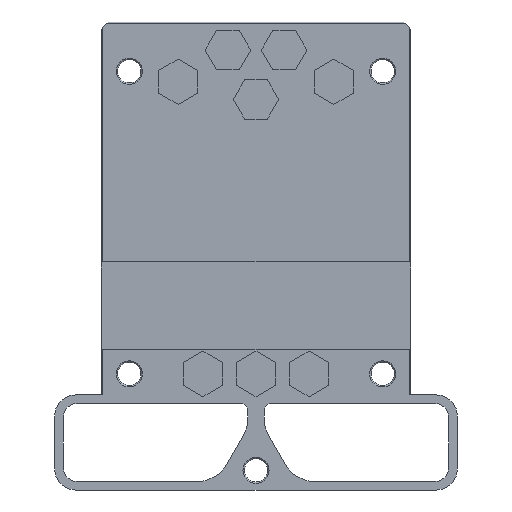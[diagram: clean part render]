
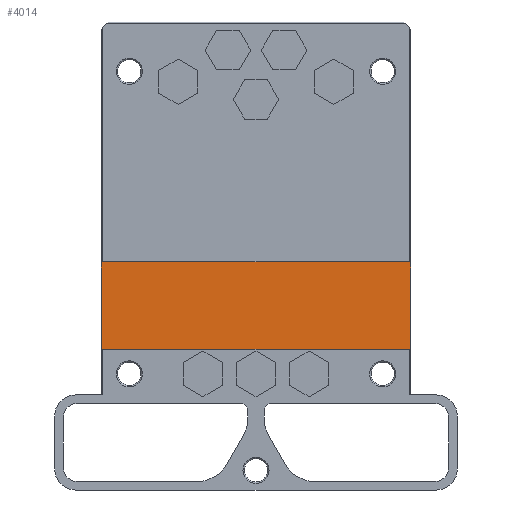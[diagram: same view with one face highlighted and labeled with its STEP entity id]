
A CAD part, front view. The second image highlights one B-rep face of the part: STEP entity #4014.
In plain terms, the highlighted planar face has unit normal (0, -1, 0).
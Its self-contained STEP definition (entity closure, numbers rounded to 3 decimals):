
#229=FACE_OUTER_BOUND('',#454,.T.);
#454=EDGE_LOOP('',(#2688,#2689,#2690,#2691));
#721=LINE('',#5732,#1201);
#745=LINE('',#5781,#1225);
#746=LINE('',#5784,#1226);
#747=LINE('',#5785,#1227);
#1201=VECTOR('',#4592,10.);
#1225=VECTOR('',#4620,10.);
#1226=VECTOR('',#4623,10.);
#1227=VECTOR('',#4624,10.);
#1681=VERTEX_POINT('',#5729);
#1682=VERTEX_POINT('',#5731);
#1705=VERTEX_POINT('',#5779);
#1706=VERTEX_POINT('',#5783);
#2068=EDGE_CURVE('',#1681,#1682,#721,.T.);
#2093=EDGE_CURVE('',#1705,#1681,#745,.T.);
#2094=EDGE_CURVE('',#1706,#1705,#746,.T.);
#2095=EDGE_CURVE('',#1682,#1706,#747,.T.);
#2688=ORIENTED_EDGE('',*,*,#2094,.F.);
#2689=ORIENTED_EDGE('',*,*,#2095,.F.);
#2690=ORIENTED_EDGE('',*,*,#2068,.F.);
#2691=ORIENTED_EDGE('',*,*,#2093,.F.);
#3845=PLANE('',#4260);
#4014=ADVANCED_FACE('',(#229),#3845,.F.);
#4260=AXIS2_PLACEMENT_3D('',#5782,#4621,#4622);
#4592=DIRECTION('',(0.,0.,1.));
#4620=DIRECTION('',(-1.,0.,0.));
#4621=DIRECTION('center_axis',(0.,1.,0.));
#4622=DIRECTION('ref_axis',(0.,0.,1.));
#4623=DIRECTION('',(0.,0.,-1.));
#4624=DIRECTION('',(1.,0.,0.));
#5729=CARTESIAN_POINT('',(-22.,21.9,-13.5));
#5731=CARTESIAN_POINT('',(-22.,21.9,-1.1));
#5732=CARTESIAN_POINT('',(-22.,21.9,10.35));
#5779=CARTESIAN_POINT('',(22.,21.9,-13.5));
#5781=CARTESIAN_POINT('',(-22.,21.9,-13.5));
#5782=CARTESIAN_POINT('Origin',(0.,21.9,-7.3));
#5783=CARTESIAN_POINT('',(22.,21.9,-1.1));
#5784=CARTESIAN_POINT('',(22.,21.9,10.35));
#5785=CARTESIAN_POINT('',(22.,21.9,-1.1));
